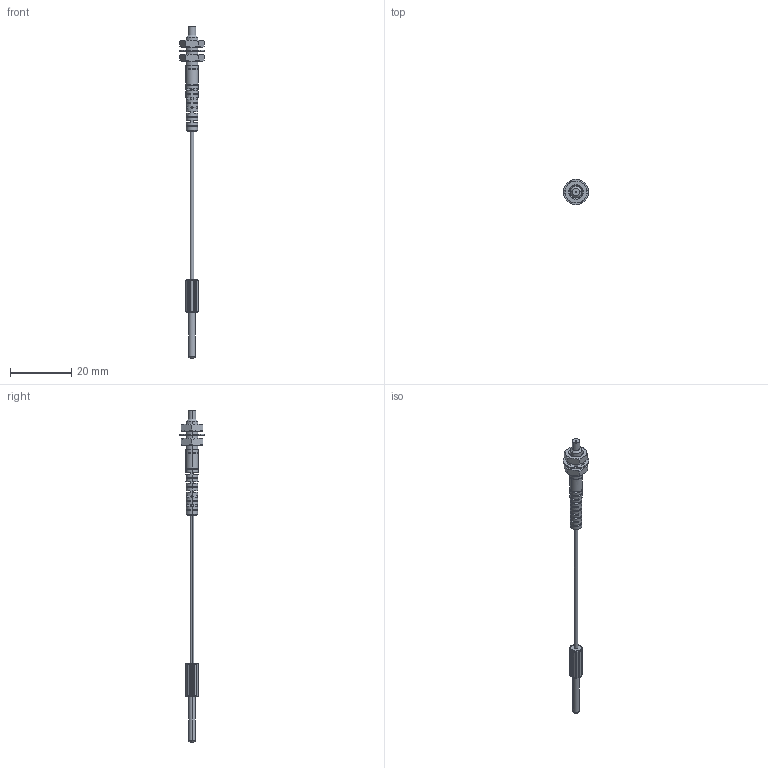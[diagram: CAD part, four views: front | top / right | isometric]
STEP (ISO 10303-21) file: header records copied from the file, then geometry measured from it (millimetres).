
FILE_DESCRIPTION((''),'2;1');
FILE_NAME('178353_ASM','2017-10-24T',('pdmadmin'),('BANNER ENGINEERING'),'CREO PARAMETRIC BY PTC INC, 2016260','CREO PARAMETRIC BY PTC INC, 2016260','');
FILE_SCHEMA(('CONFIG_CONTROL_DESIGN'));
Length unit declared in the file: millimetre
Products named in the file (4): M4_NUT; 4_WASHER; PTD-420-B1; 178353_ASM
Assembly tree (4 placements, depth 2):
  178353_ASM
    M4_NUT  x2
    4_WASHER
    PTD-420-B1
Bounding box: 8.3 x 8.3 x 108.7 mm (x, y, z)
Volume: 742.9 mm3; surface area: 1375.3 mm2
Topology: 4 solids, 4 shells, 341 faces, 814 edges, 518 vertices
Faces by surface type: cylinder 146, plane 89, bspline 48, cone 44, torus 14
Entity records: 16676 total; most frequent: CARTESIAN_POINT 9655, ORIENTED_EDGE 1508, DIRECTION 1328, EDGE_CURVE 754, AXIS2_PLACEMENT_3D 545, VERTEX_POINT 484, EDGE_LOOP 354, FACE_OUTER_BOUND 313
